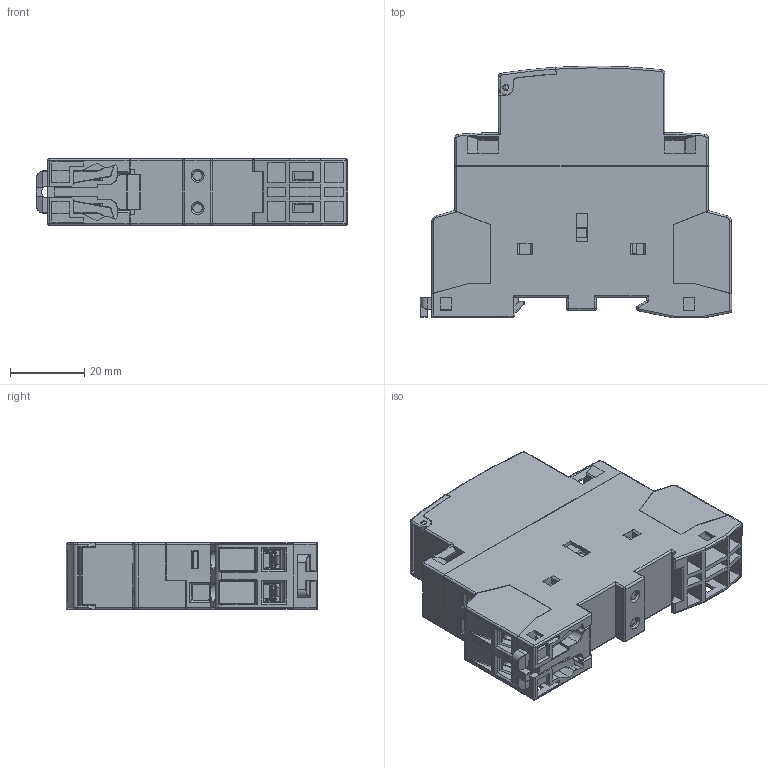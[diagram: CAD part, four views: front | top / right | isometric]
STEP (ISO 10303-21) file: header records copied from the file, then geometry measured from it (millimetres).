
FILE_DESCRIPTION((''),'2;1');
FILE_NAME('2520_NEW_ASM','2023-03-06T',('Administrator'),(''),'PRO/ENGINEER BY PARAMETRIC TECHNOLOGY CORPORATION, 2015440','PRO/ENGINEER BY PARAMETRIC TECHNOLOGY CORPORATION, 2015440','');
FILE_SCHEMA(('CONFIG_CONTROL_DESIGN'));
Products named in the file (27): 8KSD_024_6008_2_AF0; 8KSD_140_6000_1_AF0; 5KSD_024_6003_ASM_1_AF0_ASM; 8KSD_104_6002_2_AF0; 5KSD_104_6003_ASM_1_AF0_ASM; 5KSD_104_6004_ASM_1_AF0_ASM; 8KSD_732_6001_1_AF0; 8KSD_516_6000_1_AF0; 8KSD_516_6001_1_AF0; 8KSD_520_6004_1_AF0; 8KSD_862_6004_1_AF0; 5KSD_520_6001_ASM_1_AF0_ASM; 8KSD_110_6000_2; 8KSD_900_6003_2; 5KSD_850_6000_ASM_2_ASM; 5KSD_615_6004_ASM_1_AF0_ASM; 8KSD_557_6003_1_AF0_3; 5KSD_550_6002_ASM_3_ASM; 8KSD_300_6000_1_AF0; 5KSD_574_6001_ASM_1_AF0_ASM; 8KSD_300_6000_1_AF1; 5KSD_574_6001_ASM_1_AF1_ASM; 8KSD_315_8015_2_AF0; 8KSD_315_0003_2_AF0; 8KSD_315_8016_2; 2520M_ASM_5_AF0_ASM; 2520_NEW_ASM
Assembly tree (34 placements, depth 5):
  2520_NEW_ASM
    2520M_ASM_5_AF0_ASM
      5KSD_024_6003_ASM_1_AF0_ASM
        8KSD_024_6008_2_AF0
        8KSD_140_6000_1_AF0
      5KSD_104_6004_ASM_1_AF0_ASM
        5KSD_104_6003_ASM_1_AF0_ASM
          8KSD_104_6002_2_AF0
      5KSD_615_6004_ASM_1_AF0_ASM
        5KSD_520_6001_ASM_1_AF0_ASM
          8KSD_732_6001_1_AF0
          8KSD_516_6000_1_AF0
          8KSD_516_6001_1_AF0
          8KSD_520_6004_1_AF0
          8KSD_862_6004_1_AF0
        5KSD_850_6000_ASM_2_ASM  x2
          8KSD_110_6000_2
          8KSD_900_6003_2
      5KSD_550_6002_ASM_3_ASM  x4
        8KSD_557_6003_1_AF0_3
      5KSD_574_6001_ASM_1_AF0_ASM
        8KSD_300_6000_1_AF0
        5KSD_850_6000_ASM_2_ASM  x2
          8KSD_110_6000_2
          8KSD_900_6003_2
      5KSD_574_6001_ASM_1_AF1_ASM
        8KSD_300_6000_1_AF1
        5KSD_850_6000_ASM_2_ASM  x2
          8KSD_110_6000_2
          8KSD_900_6003_2
      8KSD_315_8015_2_AF0
      8KSD_315_0003_2_AF0
      8KSD_315_8016_2
Bounding box: 84 x 68 x 18 mm (x, y, z)
Volume: 42080.8 mm3; surface area: 52529 mm2
Topology: 33 solids, 39 shells, 4206 faces, 11673 edges, 7538 vertices
Faces by surface type: plane 2899, cylinder 995, torus 121, bspline 74, sphere 68, cone 49
Entity records: 105924 total; most frequent: CARTESIAN_POINT 23048, ORIENTED_EDGE 17716, DIRECTION 16424, EDGE_CURVE 8858, VECTOR 6872, LINE 6872, VERTEX_POINT 5716, AXIS2_PLACEMENT_3D 4776
